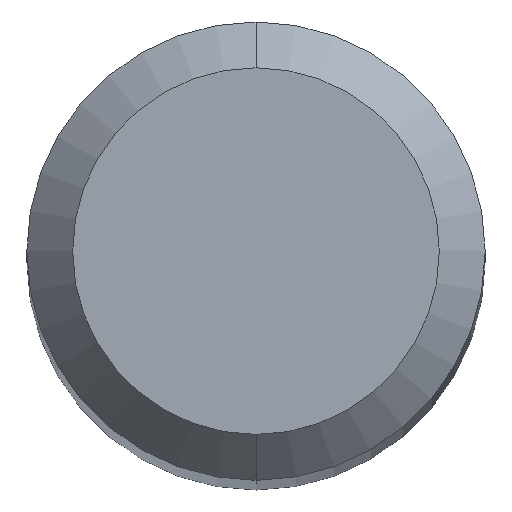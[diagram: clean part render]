
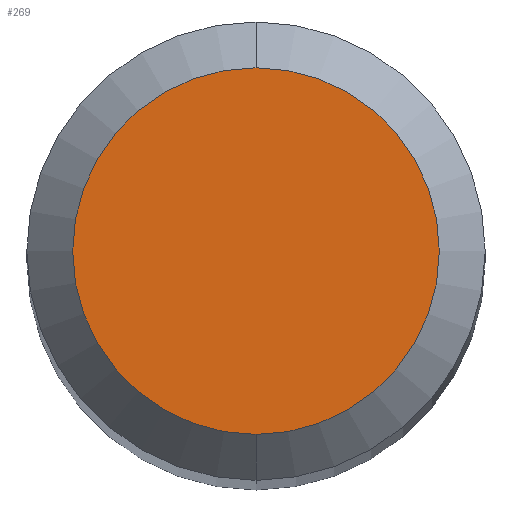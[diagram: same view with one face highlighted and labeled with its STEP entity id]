
A CAD part, top view. The second image highlights one B-rep face of the part: STEP entity #269.
In plain terms, the highlighted planar face has unit normal (0, 0, 1).
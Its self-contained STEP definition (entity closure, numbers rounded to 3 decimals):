
#261=VERTEX_POINT('',#596);
#269=ADVANCED_FACE('',(#606),#607,.T.);
#321=EDGE_CURVE('',#261,#451,#664,.T.);
#425=EDGE_CURVE('',#451,#261,#782,.T.);
#451=VERTEX_POINT('',#809);
#596=CARTESIAN_POINT('',(0.0,1.2,0.0));
#606=FACE_OUTER_BOUND('',#1146,.T.);
#607=PLANE('',#1147);
#664=CIRCLE('',#1694,1.2);
#782=CIRCLE('',#2512,1.2);
#809=CARTESIAN_POINT('',(0.,-1.2,0.0));
#1146=EDGE_LOOP('',(#2974,#2975));
#1147=AXIS2_PLACEMENT_3D('',#2976,#2977,#2978);
#1694=AXIS2_PLACEMENT_3D('',#3025,#3026,#3027);
#2512=AXIS2_PLACEMENT_3D('',#3194,#3195,#3196);
#2974=ORIENTED_EDGE('',*,*,#321,.F.);
#2975=ORIENTED_EDGE('',*,*,#425,.F.);
#2976=CARTESIAN_POINT('',(0.0,0.6,0.0));
#2977=DIRECTION('',(-0.0,0.0,1.0));
#2978=DIRECTION('',(0.0,-1.0,0.0));
#3025=CARTESIAN_POINT('',(0.0,0.0,0.0));
#3026=DIRECTION('',(0.0,0.0,-1.0));
#3027=DIRECTION('',(0.0,1.0,0.0));
#3194=CARTESIAN_POINT('',(0.0,0.0,0.0));
#3195=DIRECTION('',(0.0,0.0,-1.0));
#3196=DIRECTION('',(0.0,1.0,0.0));
